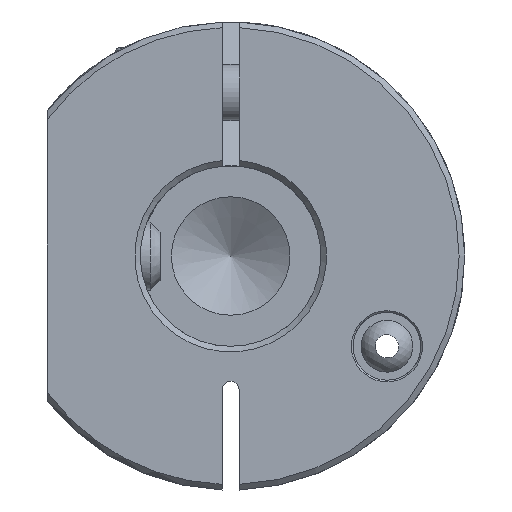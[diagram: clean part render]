
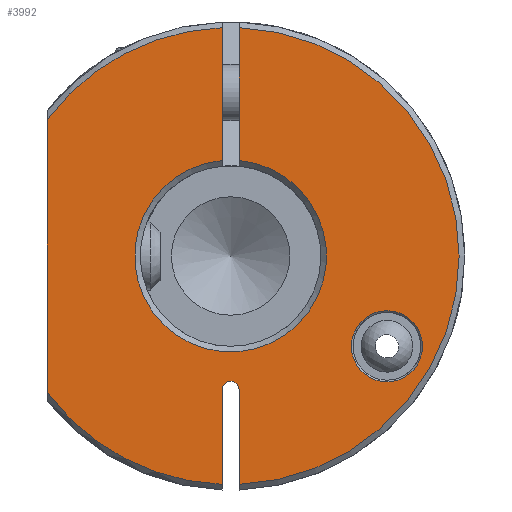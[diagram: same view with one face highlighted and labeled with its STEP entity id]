
A CAD part, left-side view. The second image highlights one B-rep face of the part: STEP entity #3992.
In plain terms, the highlighted planar face has unit normal (-1, 0, 0).
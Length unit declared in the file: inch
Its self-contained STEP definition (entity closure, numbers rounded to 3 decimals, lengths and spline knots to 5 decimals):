
#225=FACE_BOUND('',#715,.T.);
#336=PLANE('',#4366);
#502=FACE_OUTER_BOUND('',#714,.T.);
#714=EDGE_LOOP('',(#3265,#3266,#3267,#3268,#3269,#3270,#3271,#3272,#3273,
#3274));
#715=EDGE_LOOP('',(#3275));
#980=LINE('',#7125,#1223);
#983=LINE('',#7130,#1226);
#985=LINE('',#7145,#1228);
#986=LINE('',#7146,#1229);
#987=LINE('',#7147,#1230);
#1223=VECTOR('',#5261,0.3937);
#1226=VECTOR('',#5266,0.3937);
#1228=VECTOR('',#5284,0.3937);
#1229=VECTOR('',#5285,0.3937);
#1230=VECTOR('',#5286,0.3937);
#1379=CIRCLE('',#4343,1.59449);
#1381=CIRCLE('',#4346,1.59449);
#1384=CIRCLE('',#4352,1.59449);
#1388=CIRCLE('',#4361,0.05906);
#1392=CIRCLE('',#4367,0.66929);
#1393=CIRCLE('',#4368,0.24803);
#1749=VERTEX_POINT('',#7047);
#1752=VERTEX_POINT('',#7052);
#1753=VERTEX_POINT('',#7058);
#1756=VERTEX_POINT('',#7063);
#1761=VERTEX_POINT('',#7081);
#1762=VERTEX_POINT('',#7083);
#1766=VERTEX_POINT('',#7124);
#1767=VERTEX_POINT('',#7128);
#1771=VERTEX_POINT('',#7142);
#1772=VERTEX_POINT('',#7143);
#1773=VERTEX_POINT('',#7148);
#2272=EDGE_CURVE('',#1752,#1749,#1379,.T.);
#2276=EDGE_CURVE('',#1756,#1753,#1381,.T.);
#2284=EDGE_CURVE('',#1761,#1762,#1384,.T.);
#2293=EDGE_CURVE('',#1766,#1753,#980,.T.);
#2296=EDGE_CURVE('',#1761,#1767,#983,.T.);
#2297=EDGE_CURVE('',#1767,#1766,#1388,.T.);
#2302=EDGE_CURVE('',#1771,#1772,#1392,.T.);
#2303=EDGE_CURVE('',#1771,#1749,#985,.T.);
#2304=EDGE_CURVE('',#1752,#1762,#986,.T.);
#2305=EDGE_CURVE('',#1756,#1772,#987,.T.);
#2306=EDGE_CURVE('',#1773,#1773,#1393,.T.);
#3265=ORIENTED_EDGE('',*,*,#2302,.F.);
#3266=ORIENTED_EDGE('',*,*,#2303,.T.);
#3267=ORIENTED_EDGE('',*,*,#2272,.F.);
#3268=ORIENTED_EDGE('',*,*,#2304,.T.);
#3269=ORIENTED_EDGE('',*,*,#2284,.F.);
#3270=ORIENTED_EDGE('',*,*,#2296,.T.);
#3271=ORIENTED_EDGE('',*,*,#2297,.T.);
#3272=ORIENTED_EDGE('',*,*,#2293,.T.);
#3273=ORIENTED_EDGE('',*,*,#2276,.F.);
#3274=ORIENTED_EDGE('',*,*,#2305,.T.);
#3275=ORIENTED_EDGE('',*,*,#2306,.F.);
#3992=ADVANCED_FACE('',(#502,#225),#336,.T.);
#4343=AXIS2_PLACEMENT_3D('',#7056,#5222,#5223);
#4346=AXIS2_PLACEMENT_3D('',#7065,#5230,#5231);
#4352=AXIS2_PLACEMENT_3D('',#7084,#5246,#5247);
#4361=AXIS2_PLACEMENT_3D('',#7132,#5269,#5270);
#4366=AXIS2_PLACEMENT_3D('',#7141,#5280,#5281);
#4367=AXIS2_PLACEMENT_3D('',#7144,#5282,#5283);
#4368=AXIS2_PLACEMENT_3D('',#7149,#5287,#5288);
#5222=DIRECTION('center_axis',(1.,0.,0.));
#5223=DIRECTION('ref_axis',(0.,-1.,0.));
#5230=DIRECTION('center_axis',(1.,0.,0.));
#5231=DIRECTION('ref_axis',(0.,-1.,0.));
#5246=DIRECTION('center_axis',(1.,0.,0.));
#5247=DIRECTION('ref_axis',(0.,-1.,0.));
#5261=DIRECTION('',(0.,0.,-1.));
#5266=DIRECTION('',(0.,0.,1.));
#5269=DIRECTION('center_axis',(1.,0.,0.));
#5270=DIRECTION('ref_axis',(0.,1.,0.));
#5280=DIRECTION('center_axis',(-1.,0.,0.));
#5281=DIRECTION('ref_axis',(0.,0.,1.));
#5282=DIRECTION('center_axis',(-1.,0.,0.));
#5283=DIRECTION('ref_axis',(0.,0.,-1.));
#5284=DIRECTION('',(0.,0.,1.));
#5285=DIRECTION('',(0.,0.,-1.));
#5286=DIRECTION('',(0.,0.,-1.));
#5287=DIRECTION('center_axis',(-1.,0.,0.));
#5288=DIRECTION('ref_axis',(0.,0.,-1.));
#7047=CARTESIAN_POINT('',(-3.54331,0.05906,1.59339));
#7052=CARTESIAN_POINT('',(-3.54331,1.27953,0.95142));
#7056=CARTESIAN_POINT('Origin',(-3.54331,0.,
0.));
#7058=CARTESIAN_POINT('',(-3.54331,-0.05906,-1.59339));
#7063=CARTESIAN_POINT('',(-3.54331,-0.05906,1.59339));
#7065=CARTESIAN_POINT('Origin',(-3.54331,0.,
0.));
#7081=CARTESIAN_POINT('',(-3.54331,0.05906,-1.59339));
#7083=CARTESIAN_POINT('',(-3.54331,1.27953,-0.95142));
#7084=CARTESIAN_POINT('Origin',(-3.54331,0.,
0.));
#7124=CARTESIAN_POINT('',(-3.54331,-0.05906,-0.93174));
#7125=CARTESIAN_POINT('',(-3.54331,-0.05906,-0.92847));
#7128=CARTESIAN_POINT('',(-3.54331,0.05906,-0.93174));
#7130=CARTESIAN_POINT('',(-3.54331,0.05906,-0.46587));
#7132=CARTESIAN_POINT('Origin',(-3.54331,0.,
-0.93174));
#7141=CARTESIAN_POINT('Origin',(-3.54331,0.81693,0.));
#7142=CARTESIAN_POINT('',(-3.54331,0.05906,0.66668));
#7143=CARTESIAN_POINT('',(-3.54331,-0.05906,0.66668));
#7144=CARTESIAN_POINT('Origin',(-3.54331,0.,
0.));
#7145=CARTESIAN_POINT('',(-3.54331,0.05906,1.3763));
#7146=CARTESIAN_POINT('',(-3.54331,1.27953,-0.72835));
#7147=CARTESIAN_POINT('',(-3.54331,-0.05906,1.3763));
#7148=CARTESIAN_POINT('',(-3.54331,-1.09102,-0.38189));
#7149=CARTESIAN_POINT('Origin',(-3.54331,-1.09102,-0.62992));
